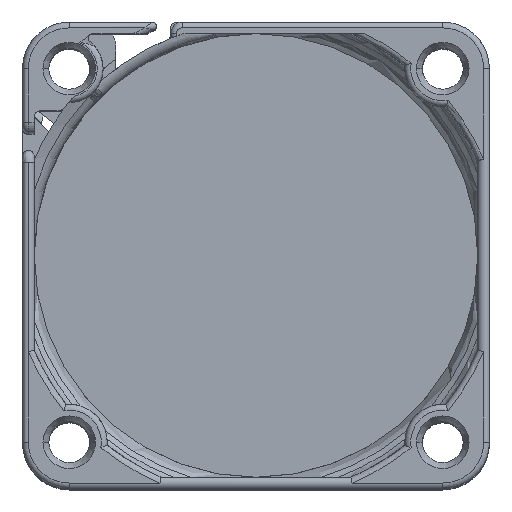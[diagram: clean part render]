
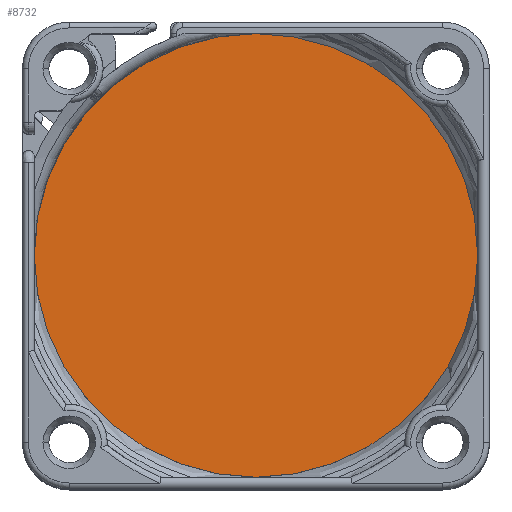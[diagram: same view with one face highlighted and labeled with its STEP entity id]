
A CAD part, top view. The second image highlights one B-rep face of the part: STEP entity #8732.
In plain terms, the highlighted planar face has unit normal (0, 0, 1).
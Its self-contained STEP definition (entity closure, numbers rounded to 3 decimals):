
#3463=CARTESIAN_POINT('',(0.,0.,0.));
#3464=DIRECTION('',(0.,0.,-1.));
#3465=DIRECTION('',(-1.,0.,0.));
#3466=AXIS2_PLACEMENT_3D('',#3463,#3464,#3465);
#3468=CARTESIAN_POINT('',(0.,0.,0.));
#3469=DIRECTION('',(0.,0.,-1.));
#3470=DIRECTION('',(1.,0.,0.));
#3471=AXIS2_PLACEMENT_3D('',#3468,#3469,#3470);
#3551=CARTESIAN_POINT('',(-19.,0.,0.));
#3552=VERTEX_POINT('',#3551);
#3558=CARTESIAN_POINT('',(19.,0.,0.));
#3560=VERTEX_POINT('',#3558);
#8723=CARTESIAN_POINT('',(0.,0.,0.));
#8724=DIRECTION('',(0.,0.,1.));
#8725=DIRECTION('',(1.,0.,0.));
#8726=AXIS2_PLACEMENT_3D('',#8723,#8724,#8725);
#8727=PLANE('',#8726);
#8728=ORIENTED_EDGE('',*,*,#4565,.T.);
#8729=ORIENTED_EDGE('',*,*,#4546,.T.);
#8730=EDGE_LOOP('',(#8728,#8729));
#8731=FACE_OUTER_BOUND('',#8730,.F.);
#8732=ADVANCED_FACE('',(#8731),#8727,.T.);
#3467=CIRCLE('',#3466,19.);
#3472=CIRCLE('',#3471,19.);
#4546=EDGE_CURVE('',#3560,#3552,#3472,.T.);
#4565=EDGE_CURVE('',#3552,#3560,#3467,.T.);
